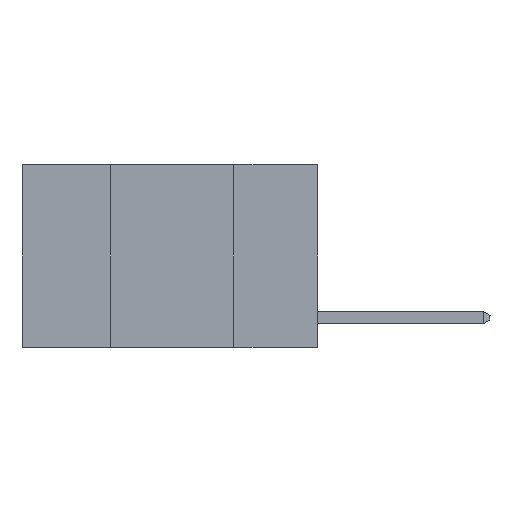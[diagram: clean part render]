
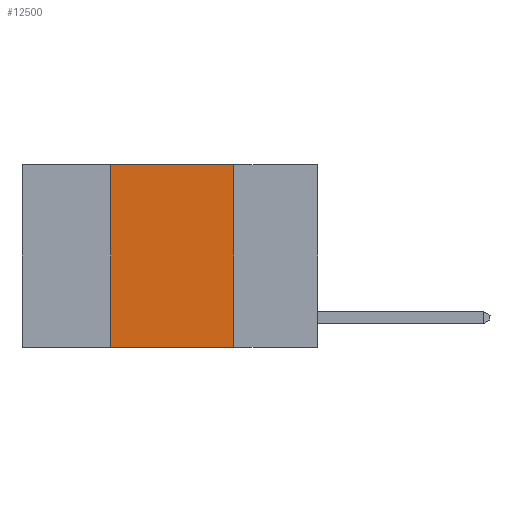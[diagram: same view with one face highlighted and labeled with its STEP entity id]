
A CAD part, left-side view. The second image highlights one B-rep face of the part: STEP entity #12500.
In plain terms, the highlighted planar face has unit normal (-1, 0, 0).
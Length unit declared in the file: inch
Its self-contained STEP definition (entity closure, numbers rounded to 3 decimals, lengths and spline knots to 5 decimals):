
#14 = ORIENTED_EDGE ( 'NONE', *, *, #2066, .F. ) ;
#245 = VECTOR ( 'NONE', #4741, 39.37008 ) ;
#1515 = VECTOR ( 'NONE', #4672, 39.37008 ) ;
#2066 = EDGE_CURVE ( 'NONE', #2275, #9015, #4161, .T. ) ;
#2275 = VERTEX_POINT ( 'NONE', #9175 ) ;
#2407 = ORIENTED_EDGE ( 'NONE', *, *, #11737, .F. ) ;
#3109 = VERTEX_POINT ( 'NONE', #3526 ) ;
#3364 = DIRECTION ( 'NONE',  ( 0., 0., -1. ) ) ;
#3494 = PLANE ( 'NONE',  #8498 ) ;
#3526 = CARTESIAN_POINT ( 'NONE',  ( 0., 0.42, -0.37 ) ) ;
#3834 = FACE_OUTER_BOUND ( 'NONE', #9659, .T. ) ;
#4140 = LINE ( 'NONE', #10690, #245 ) ;
#4161 = LINE ( 'NONE', #10625, #1515 ) ;
#4527 = VERTEX_POINT ( 'NONE', #4870 ) ;
#4672 = DIRECTION ( 'NONE',  ( 0., -1., 0. ) ) ;
#4741 = DIRECTION ( 'NONE',  ( 0., 0., 1. ) ) ;
#4803 = LINE ( 'NONE', #9328, #5109 ) ;
#4870 = CARTESIAN_POINT ( 'NONE',  ( 0., 0.17, -0.37 ) ) ;
#5109 = VECTOR ( 'NONE', #7286, 39.37008 ) ;
#7118 = ORIENTED_EDGE ( 'NONE', *, *, #11925, .T. ) ;
#7286 = DIRECTION ( 'NONE',  ( 0., -1., 0. ) ) ;
#8434 = DIRECTION ( 'NONE',  ( 1., 0., 0. ) ) ;
#8498 = AXIS2_PLACEMENT_3D ( 'NONE', #12193, #8434, #3364 ) ;
#9015 = VERTEX_POINT ( 'NONE', #12650 ) ;
#9175 = CARTESIAN_POINT ( 'NONE',  ( 0., 0.42, 0. ) ) ;
#9200 = EDGE_CURVE ( 'NONE', #9015, #4527, #11497, .T. ) ;
#9328 = CARTESIAN_POINT ( 'NONE',  ( 0., 0.6, -0.37 ) ) ;
#9370 = CARTESIAN_POINT ( 'NONE',  ( 0., 0.17, 0. ) ) ;
#9659 = EDGE_LOOP ( 'NONE', ( #10511, #14, #2407, #7118 ) ) ;
#10511 = ORIENTED_EDGE ( 'NONE', *, *, #9200, .F. ) ;
#10625 = CARTESIAN_POINT ( 'NONE',  ( 0., 0.6, 0. ) ) ;
#10690 = CARTESIAN_POINT ( 'NONE',  ( 0., 0.42, 0. ) ) ;
#11273 = DIRECTION ( 'NONE',  ( 0., 0., -1. ) ) ;
#11497 = LINE ( 'NONE', #9370, #12547 ) ;
#11737 = EDGE_CURVE ( 'NONE', #3109, #2275, #4140, .T. ) ;
#11925 = EDGE_CURVE ( 'NONE', #3109, #4527, #4803, .T. ) ;
#12193 = CARTESIAN_POINT ( 'NONE',  ( 0., 0.6, 0. ) ) ;
#12500 = ADVANCED_FACE ( 'NONE', ( #3834 ), #3494, .F. ) ;
#12547 = VECTOR ( 'NONE', #11273, 39.37008 ) ;
#12650 = CARTESIAN_POINT ( 'NONE',  ( 0., 0.17, 0. ) ) ;
